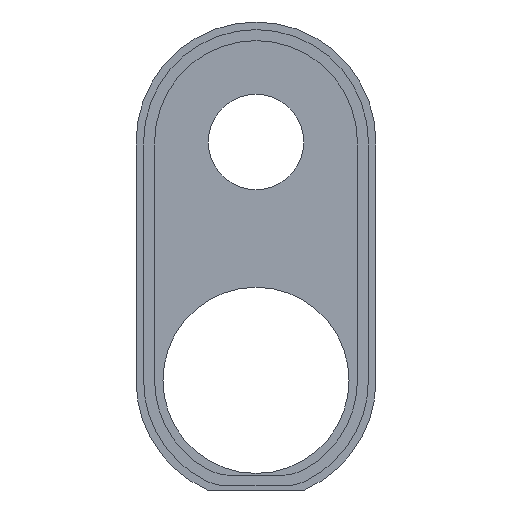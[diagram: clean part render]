
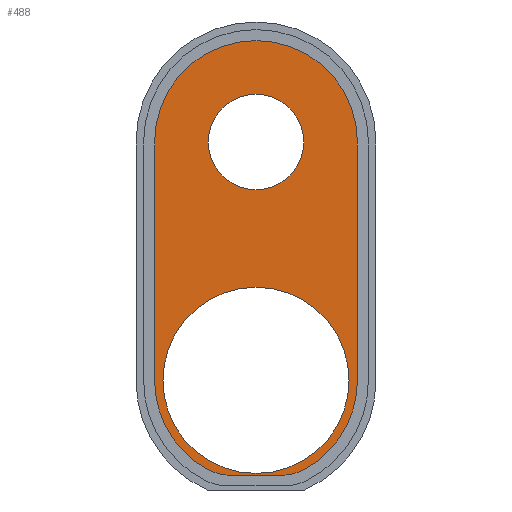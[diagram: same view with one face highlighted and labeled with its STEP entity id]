
A CAD part, front view. The second image highlights one B-rep face of the part: STEP entity #488.
In plain terms, the highlighted planar face has unit normal (0, -1, 0).
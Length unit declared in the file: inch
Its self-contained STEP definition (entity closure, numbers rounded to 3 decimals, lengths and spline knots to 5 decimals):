
#4 = VERTEX_POINT ( 'NONE', #795 ) ;
#21 = CIRCLE ( 'NONE', #307, 1. ) ;
#22 = CIRCLE ( 'NONE', #675, 2.12711 ) ;
#31 = CARTESIAN_POINT ( 'NONE',  ( 0., 0., 0. ) ) ;
#42 = EDGE_LOOP ( 'NONE', ( #779, #860, #900, #940, #980, #998, #1052, #1071 ) ) ;
#43 = CARTESIAN_POINT ( 'NONE',  ( 0., 0., 6. ) ) ;
#62 = DIRECTION ( 'NONE',  ( 0., 1., 0. ) ) ;
#72 = FACE_BOUND ( 'NONE', #1320, .T. ) ;
#79 = DIRECTION ( 'NONE',  ( 0., 1., 0. ) ) ;
#110 = VECTOR ( 'NONE', #1062, 39.37008 ) ;
#118 = DIRECTION ( 'NONE',  ( 0., 0., 1. ) ) ;
#145 = DIRECTION ( 'NONE',  ( 0., 0., 1. ) ) ;
#146 = CARTESIAN_POINT ( 'NONE',  ( 0.53649, 0., -0.99125 ) ) ;
#147 = EDGE_CURVE ( 'NONE', #895, #501, #835, .T. ) ;
#172 = DIRECTION ( 'NONE',  ( 0., 1., 0. ) ) ;
#187 = CARTESIAN_POINT ( 'NONE',  ( 0., 0., 5. ) ) ;
#200 = CARTESIAN_POINT ( 'NONE',  ( 0.53649, 0., -1.99125 ) ) ;
#204 = EDGE_CURVE ( 'NONE', #981, #427, #478, .T. ) ;
#286 = CIRCLE ( 'NONE', #399, 2.12711 ) ;
#298 = AXIS2_PLACEMENT_3D ( 'NONE', #547, #535, #522 ) ;
#307 = AXIS2_PLACEMENT_3D ( 'NONE', #187, #172, #145 ) ;
#328 = AXIS2_PLACEMENT_3D ( 'NONE', #1387, #642, #509 ) ;
#347 = DIRECTION ( 'NONE',  ( 0., 1., 0. ) ) ;
#350 = EDGE_CURVE ( 'NONE', #1468, #1347, #22, .T. ) ;
#352 = DIRECTION ( 'NONE',  ( 0., 0., 1. ) ) ;
#355 = FACE_OUTER_BOUND ( 'NONE', #42, .T. ) ;
#360 = VERTEX_POINT ( 'NONE', #799 ) ;
#362 = DIRECTION ( 'NONE',  ( 0., 1., 0. ) ) ;
#368 = CARTESIAN_POINT ( 'NONE',  ( 0., 0., 0. ) ) ;
#373 = CIRCLE ( 'NONE', #298, 1. ) ;
#386 = DIRECTION ( 'NONE',  ( 0., 0., 1. ) ) ;
#387 = AXIS2_PLACEMENT_3D ( 'NONE', #404, #347, #386 ) ;
#399 = AXIS2_PLACEMENT_3D ( 'NONE', #31, #840, #1497 ) ;
#404 = CARTESIAN_POINT ( 'NONE',  ( 0., 0., 0. ) ) ;
#427 = VERTEX_POINT ( 'NONE', #200 ) ;
#442 = VECTOR ( 'NONE', #1237, 39.37008 ) ;
#454 = CARTESIAN_POINT ( 'NONE',  ( 0., 0., 1.95227 ) ) ;
#478 = CIRCLE ( 'NONE', #702, 1. ) ;
#488 = ADVANCED_FACE ( 'NONE', ( #72, #355, #701 ), #510, .F. ) ;
#501 = VERTEX_POINT ( 'NONE', #454 ) ;
#509 = DIRECTION ( 'NONE',  ( 0., 0., 1. ) ) ;
#510 = PLANE ( 'NONE',  #328 ) ;
#522 = DIRECTION ( 'NONE',  ( 0., 0., 1. ) ) ;
#526 = AXIS2_PLACEMENT_3D ( 'NONE', #368, #362, #352 ) ;
#535 = DIRECTION ( 'NONE',  ( 0., 1., 0. ) ) ;
#547 = CARTESIAN_POINT ( 'NONE',  ( 0., 0., 5. ) ) ;
#561 = EDGE_CURVE ( 'NONE', #360, #981, #286, .T. ) ;
#607 = CARTESIAN_POINT ( 'NONE',  ( 0., 0., -1.95227 ) ) ;
#636 = DIRECTION ( 'NONE',  ( 0., 0., 1. ) ) ;
#641 = DIRECTION ( 'NONE',  ( 0., 1., 0. ) ) ;
#642 = DIRECTION ( 'NONE',  ( 0., 1., 0. ) ) ;
#643 = CARTESIAN_POINT ( 'NONE',  ( -2.12711, 0., 0. ) ) ;
#646 = CIRCLE ( 'NONE', #526, 1.95227 ) ;
#652 = CARTESIAN_POINT ( 'NONE',  ( 0., 0., 0. ) ) ;
#653 = VERTEX_POINT ( 'NONE', #1204 ) ;
#675 = AXIS2_PLACEMENT_3D ( 'NONE', #652, #641, #636 ) ;
#701 = FACE_BOUND ( 'NONE', #1017, .T. ) ;
#702 = AXIS2_PLACEMENT_3D ( 'NONE', #146, #79, #118 ) ;
#723 = ORIENTED_EDGE ( 'NONE', *, *, #147, .T. ) ;
#742 = EDGE_CURVE ( 'NONE', #1083, #4, #373, .T. ) ;
#744 = ORIENTED_EDGE ( 'NONE', *, *, #777, .T. ) ;
#751 = LINE ( 'NONE', #903, #442 ) ;
#759 = DIRECTION ( 'NONE',  ( 0., 0., -1. ) ) ;
#765 = CARTESIAN_POINT ( 'NONE',  ( 0., 0., 5. ) ) ;
#777 = EDGE_CURVE ( 'NONE', #501, #895, #646, .T. ) ;
#779 = ORIENTED_EDGE ( 'NONE', *, *, #1331, .T. ) ;
#795 = CARTESIAN_POINT ( 'NONE',  ( 0., 0., 4. ) ) ;
#799 = CARTESIAN_POINT ( 'NONE',  ( 2.12711, 0., 0. ) ) ;
#828 = EDGE_CURVE ( 'NONE', #4, #1083, #21, .T. ) ;
#835 = CIRCLE ( 'NONE', #387, 1.95227 ) ;
#840 = DIRECTION ( 'NONE',  ( 0., 1., 0. ) ) ;
#860 = ORIENTED_EDGE ( 'NONE', *, *, #350, .F. ) ;
#892 = DIRECTION ( 'NONE',  ( 0., 0., 1. ) ) ;
#895 = VERTEX_POINT ( 'NONE', #607 ) ;
#900 = ORIENTED_EDGE ( 'NONE', *, *, #908, .T. ) ;
#903 = CARTESIAN_POINT ( 'NONE',  ( 0., 0., -1.99125 ) ) ;
#906 = CARTESIAN_POINT ( 'NONE',  ( -2.12711, 0., 5. ) ) ;
#908 = EDGE_CURVE ( 'NONE', #1468, #1502, #1434, .T. ) ;
#916 = CARTESIAN_POINT ( 'NONE',  ( -0.53649, 0., -1.99125 ) ) ;
#921 = CARTESIAN_POINT ( 'NONE',  ( 1.01247, 0., -1.8707 ) ) ;
#940 = ORIENTED_EDGE ( 'NONE', *, *, #1180, .T. ) ;
#963 = CIRCLE ( 'NONE', #1314, 2.12711 ) ;
#966 = EDGE_CURVE ( 'NONE', #653, #360, #1365, .T. ) ;
#980 = ORIENTED_EDGE ( 'NONE', *, *, #204, .F. ) ;
#981 = VERTEX_POINT ( 'NONE', #921 ) ;
#998 = ORIENTED_EDGE ( 'NONE', *, *, #561, .F. ) ;
#1002 = LINE ( 'NONE', #643, #1268 ) ;
#1006 = CARTESIAN_POINT ( 'NONE',  ( -2.12711, 0., 0. ) ) ;
#1017 = EDGE_LOOP ( 'NONE', ( #1126, #1355 ) ) ;
#1038 = CARTESIAN_POINT ( 'NONE',  ( 2.12711, 0., 0. ) ) ;
#1052 = ORIENTED_EDGE ( 'NONE', *, *, #966, .F. ) ;
#1062 = DIRECTION ( 'NONE',  ( 0., 0., -1. ) ) ;
#1071 = ORIENTED_EDGE ( 'NONE', *, *, #1352, .F. ) ;
#1083 = VERTEX_POINT ( 'NONE', #43 ) ;
#1097 = AXIS2_PLACEMENT_3D ( 'NONE', #1489, #1475, #1459 ) ;
#1126 = ORIENTED_EDGE ( 'NONE', *, *, #828, .T. ) ;
#1180 = EDGE_CURVE ( 'NONE', #1502, #427, #751, .T. ) ;
#1204 = CARTESIAN_POINT ( 'NONE',  ( 2.12711, 0., 5. ) ) ;
#1237 = DIRECTION ( 'NONE',  ( 1., 0., 0. ) ) ;
#1268 = VECTOR ( 'NONE', #759, 39.37008 ) ;
#1314 = AXIS2_PLACEMENT_3D ( 'NONE', #765, #62, #892 ) ;
#1320 = EDGE_LOOP ( 'NONE', ( #723, #744 ) ) ;
#1331 = EDGE_CURVE ( 'NONE', #1416, #1347, #1002, .T. ) ;
#1347 = VERTEX_POINT ( 'NONE', #1006 ) ;
#1352 = EDGE_CURVE ( 'NONE', #1416, #653, #963, .T. ) ;
#1355 = ORIENTED_EDGE ( 'NONE', *, *, #742, .T. ) ;
#1365 = LINE ( 'NONE', #1038, #110 ) ;
#1387 = CARTESIAN_POINT ( 'NONE',  ( 0., 0., 0. ) ) ;
#1416 = VERTEX_POINT ( 'NONE', #906 ) ;
#1434 = CIRCLE ( 'NONE', #1097, 1. ) ;
#1459 = DIRECTION ( 'NONE',  ( 0., 0., 1. ) ) ;
#1468 = VERTEX_POINT ( 'NONE', #1480 ) ;
#1475 = DIRECTION ( 'NONE',  ( 0., -1., 0. ) ) ;
#1480 = CARTESIAN_POINT ( 'NONE',  ( -1.01247, 0., -1.8707 ) ) ;
#1489 = CARTESIAN_POINT ( 'NONE',  ( -0.53649, 0., -0.99125 ) ) ;
#1497 = DIRECTION ( 'NONE',  ( 0., 0., 1. ) ) ;
#1502 = VERTEX_POINT ( 'NONE', #916 ) ;
